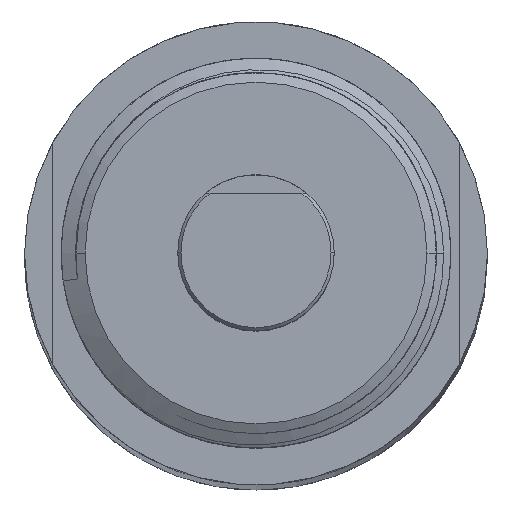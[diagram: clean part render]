
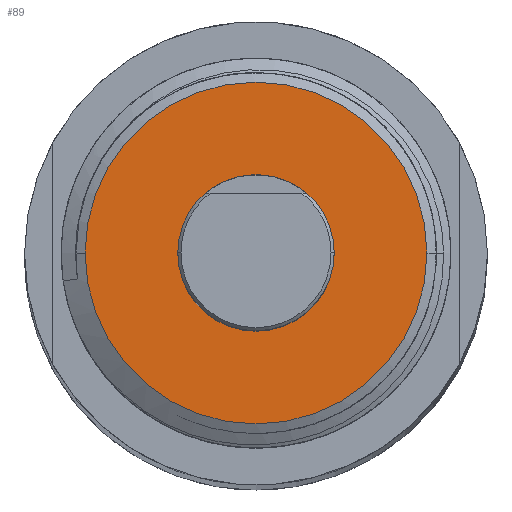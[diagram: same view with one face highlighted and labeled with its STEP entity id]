
A CAD part, top view. The second image highlights one B-rep face of the part: STEP entity #89.
In plain terms, the highlighted planar face has unit normal (0, 0, 1).
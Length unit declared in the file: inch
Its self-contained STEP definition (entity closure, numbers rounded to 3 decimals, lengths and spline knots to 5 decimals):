
#1 = ORIENTED_EDGE ( 'NONE', *, *, #517, .T. ) ;
#4 = EDGE_CURVE ( 'NONE', #4522, #4543, #845, .T. ) ;
#58 = VERTEX_POINT ( 'NONE', #892 ) ;
#61 = VERTEX_POINT ( 'NONE', #890 ) ;
#63 = EDGE_CURVE ( 'NONE', #61, #58, #935, .T. ) ;
#84 = ORIENTED_EDGE ( 'NONE', *, *, #63, .T. ) ;
#89 = ADVANCED_FACE ( 'NONE', ( #951, #950 ), #955, .F. ) ;
#517 = EDGE_CURVE ( 'NONE', #4543, #4522, #3555, .T. ) ;
#535 = EDGE_LOOP ( 'NONE', ( #1, #4494 ) ) ;
#841 = DIRECTION ( 'NONE',  ( -1., 0., 0. ) ) ;
#842 = DIRECTION ( 'NONE',  ( 0., 0., 1. ) ) ;
#843 = CARTESIAN_POINT ( 'NONE',  ( 0., 0., 0.28 ) ) ;
#844 = AXIS2_PLACEMENT_3D ( 'NONE', #843, #842, #841 ) ;
#845 = CIRCLE ( 'NONE', #844, 0.2732 ) ;
#890 = CARTESIAN_POINT ( 'NONE',  ( -0.125, 0., 0.28 ) ) ;
#892 = CARTESIAN_POINT ( 'NONE',  ( 0.125, 0., 0.28 ) ) ;
#931 = DIRECTION ( 'NONE',  ( -1., 0., 0. ) ) ;
#932 = DIRECTION ( 'NONE',  ( 0., 0., -1. ) ) ;
#933 = CARTESIAN_POINT ( 'NONE',  ( 0., 0., 0.28 ) ) ;
#934 = AXIS2_PLACEMENT_3D ( 'NONE', #933, #932, #931 ) ;
#935 = CIRCLE ( 'NONE', #934, 0.125 ) ;
#946 = DIRECTION ( 'NONE',  ( -1., 0., 0. ) ) ;
#947 = DIRECTION ( 'NONE',  ( 0., 0., -1. ) ) ;
#948 = CARTESIAN_POINT ( 'NONE',  ( 0.3125, 0., 0.28 ) ) ;
#949 = AXIS2_PLACEMENT_3D ( 'NONE', #948, #947, #946 ) ;
#950 = FACE_BOUND ( 'NONE', #4489, .T. ) ;
#951 = FACE_OUTER_BOUND ( 'NONE', #535, .T. ) ;
#955 = PLANE ( 'NONE',  #949 ) ;
#3551 = DIRECTION ( 'NONE',  ( -1., 0., 0. ) ) ;
#3552 = DIRECTION ( 'NONE',  ( 0., 0., 1. ) ) ;
#3553 = CARTESIAN_POINT ( 'NONE',  ( 0., 0., 0.28 ) ) ;
#3554 = AXIS2_PLACEMENT_3D ( 'NONE', #3553, #3552, #3551 ) ;
#3555 = CIRCLE ( 'NONE', #3554, 0.2732 ) ;
#4216 = DIRECTION ( 'NONE',  ( -1., 0., 0. ) ) ;
#4217 = DIRECTION ( 'NONE',  ( 0., 0., -1. ) ) ;
#4218 = CARTESIAN_POINT ( 'NONE',  ( 0., 0., 0.28 ) ) ;
#4219 = AXIS2_PLACEMENT_3D ( 'NONE', #4218, #4217, #4216 ) ;
#4220 = CIRCLE ( 'NONE', #4219, 0.125 ) ;
#4236 = CARTESIAN_POINT ( 'NONE',  ( 0.2732, 0., 0.28 ) ) ;
#4308 = CARTESIAN_POINT ( 'NONE',  ( -0.2732, 0., 0.28 ) ) ;
#4485 = EDGE_CURVE ( 'NONE', #58, #61, #4220, .T. ) ;
#4489 = EDGE_LOOP ( 'NONE', ( #84, #4491 ) ) ;
#4491 = ORIENTED_EDGE ( 'NONE', *, *, #4485, .T. ) ;
#4494 = ORIENTED_EDGE ( 'NONE', *, *, #4, .T. ) ;
#4522 = VERTEX_POINT ( 'NONE', #4236 ) ;
#4543 = VERTEX_POINT ( 'NONE', #4308 ) ;
